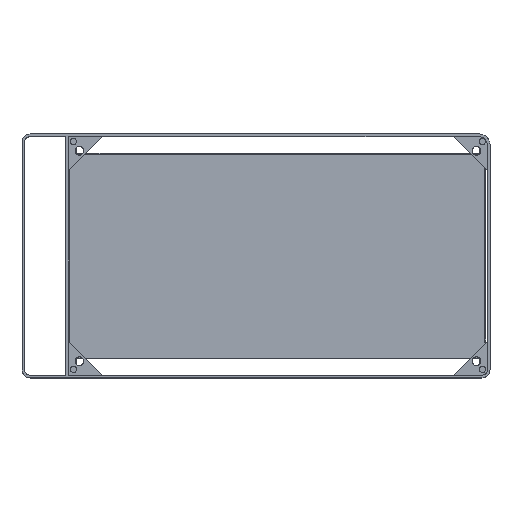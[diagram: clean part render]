
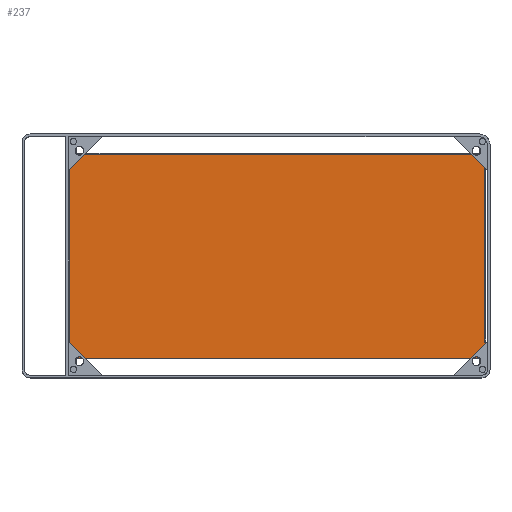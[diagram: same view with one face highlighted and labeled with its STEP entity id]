
A CAD part, top view. The second image highlights one B-rep face of the part: STEP entity #237.
In plain terms, the highlighted free-form (B-spline) face has degree [1, 1] with [2, 2] control points.
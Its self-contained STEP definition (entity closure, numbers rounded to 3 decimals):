
#237=ADVANCED_FACE('',(#327),#3013,.T.);
#327=FACE_OUTER_BOUND('',#417,.T.);
#417=EDGE_LOOP('',(#548,#549,#550,#551));
#548=ORIENTED_EDGE('',*,*,#2101,.T.);
#549=ORIENTED_EDGE('',*,*,#2082,.F.);
#550=ORIENTED_EDGE('',*,*,#2099,.F.);
#551=ORIENTED_EDGE('',*,*,#2102,.T.);
#960=PCURVE('',#3005,#1404);
#988=PCURVE('',#3012,#1432);
#992=PCURVE('',#3013,#1436);
#993=PCURVE('',#3013,#1437);
#994=PCURVE('',#3013,#1438);
#995=PCURVE('',#3013,#1439);
#999=PCURVE('',#3014,#1443);
#1003=PCURVE('',#3015,#1447);
#1404=DEFINITIONAL_REPRESENTATION('',(#2323),#6307);
#1432=DEFINITIONAL_REPRESENTATION('',(#2368),#6307);
#1436=DEFINITIONAL_REPRESENTATION('',(#2374),#6307);
#1437=DEFINITIONAL_REPRESENTATION('',(#2375),#6307);
#1438=DEFINITIONAL_REPRESENTATION('',(#2376),#6307);
#1439=DEFINITIONAL_REPRESENTATION('',(#2378),#6307);
#1443=DEFINITIONAL_REPRESENTATION('',(#2383),#6307);
#1447=DEFINITIONAL_REPRESENTATION('',(#2389),#6307);
#1848=SURFACE_CURVE('',#2322,(#960,#993),.PCURVE_S1.);
#1865=SURFACE_CURVE('',#2367,(#988,#994),.PCURVE_S1.);
#1867=SURFACE_CURVE('',#2373,(#992,#999),.PCURVE_S1.);
#1868=SURFACE_CURVE('',#2377,(#995,#1003),.PCURVE_S1.);
#2082=EDGE_CURVE('',#2862,#2861,#1848,.T.);
#2099=EDGE_CURVE('',#2872,#2862,#1865,.T.);
#2101=EDGE_CURVE('',#2873,#2861,#1867,.T.);
#2102=EDGE_CURVE('',#2872,#2873,#1868,.T.);
#2322=B_SPLINE_CURVE_WITH_KNOTS('',1,(#3197,#3198),.UNSPECIFIED.,.F.,.F.,
(2,2),(0.,377.),.UNSPECIFIED.);
#2323=B_SPLINE_CURVE_WITH_KNOTS('',1,(#3199,#3200),.UNSPECIFIED.,.F.,.F.,
(2,2),(0.,377.),.UNSPECIFIED.);
#2367=B_SPLINE_CURVE_WITH_KNOTS('',1,(#3287,#3288),.UNSPECIFIED.,.F.,.F.,
(2,2),(-767.5,0.),.UNSPECIFIED.);
#2368=B_SPLINE_CURVE_WITH_KNOTS('',1,(#3289,#3290),.UNSPECIFIED.,.F.,.F.,
(2,2),(-767.5,0.),.UNSPECIFIED.);
#2373=B_SPLINE_CURVE_WITH_KNOTS('',1,(#3299,#3300),.UNSPECIFIED.,.F.,.F.,
(2,2),(0.,767.5),.UNSPECIFIED.);
#2374=B_SPLINE_CURVE_WITH_KNOTS('',1,(#3301,#3302),.UNSPECIFIED.,.F.,.F.,
(2,2),(0.,767.5),.UNSPECIFIED.);
#2375=B_SPLINE_CURVE_WITH_KNOTS('',1,(#3303,#3304),.UNSPECIFIED.,.F.,.F.,
(2,2),(0.,377.),.UNSPECIFIED.);
#2376=B_SPLINE_CURVE_WITH_KNOTS('',1,(#3305,#3306),.UNSPECIFIED.,.F.,.F.,
(2,2),(-767.5,0.),.UNSPECIFIED.);
#2377=B_SPLINE_CURVE_WITH_KNOTS('',1,(#3307,#3308),.UNSPECIFIED.,.F.,.F.,
(2,2),(0.,377.),.UNSPECIFIED.);
#2378=B_SPLINE_CURVE_WITH_KNOTS('',1,(#3309,#3310),.UNSPECIFIED.,.F.,.F.,
(2,2),(0.,377.),.UNSPECIFIED.);
#2383=B_SPLINE_CURVE_WITH_KNOTS('',1,(#3319,#3320),.UNSPECIFIED.,.F.,.F.,
(2,2),(0.,767.5),.UNSPECIFIED.);
#2389=B_SPLINE_CURVE_WITH_KNOTS('',1,(#3331,#3332),.UNSPECIFIED.,.F.,.F.,
(2,2),(0.,377.),.UNSPECIFIED.);
#2861=VERTEX_POINT('',#3154);
#2862=VERTEX_POINT('',#3155);
#2872=VERTEX_POINT('',#3165);
#2873=VERTEX_POINT('',#3166);
#3005=B_SPLINE_SURFACE_WITH_KNOTS('',1,1,((#3081,#3082),(#3083,#3084)),
 .UNSPECIFIED.,.F.,.F.,.F.,(2,2),(2,2),(-0.297,2.418),
(38.09,492.41),.UNSPECIFIED.);
#3012=B_SPLINE_SURFACE_WITH_KNOTS('',1,1,((#3109,#3110),(#3111,#3112)),
 .UNSPECIFIED.,.F.,.F.,.F.,(2,2),(2,2),(76.99,1001.71),(-0.297,
2.418),.UNSPECIFIED.);
#3013=B_SPLINE_SURFACE_WITH_KNOTS('',1,1,((#3113,#3114),(#3115,#3116)),
 .UNSPECIFIED.,.F.,.F.,.F.,(2,2),(2,2),(-360.56,560.56),(3.74,456.26),
 .UNSPECIFIED.);
#3014=B_SPLINE_SURFACE_WITH_KNOTS('',1,1,((#3117,#3118),(#3119,#3120)),
 .UNSPECIFIED.,.F.,.F.,.F.,(2,2),(2,2),(77.965,999.985),(-0.297,
2.418),.UNSPECIFIED.);
#3015=B_SPLINE_SURFACE_WITH_KNOTS('',1,1,((#3121,#3122),(#3123,#3124)),
 .UNSPECIFIED.,.F.,.F.,.F.,(2,2),(2,2),(37.715,492.935),(-0.297,
2.418),.UNSPECIFIED.);
#3081=CARTESIAN_POINT('',(422.28,232.475,-28.392));
#3082=CARTESIAN_POINT('',(422.28,-221.845,-28.392));
#3083=CARTESIAN_POINT('',(420.36,232.475,-26.472));
#3084=CARTESIAN_POINT('',(420.36,-221.845,-26.472));
#3109=CARTESIAN_POINT('',(499.18,194.775,-28.392));
#3110=CARTESIAN_POINT('',(499.18,192.855,-26.472));
#3111=CARTESIAN_POINT('',(-425.54,194.775,-28.392));
#3112=CARTESIAN_POINT('',(-425.54,192.855,-26.472));
#3113=CARTESIAN_POINT('',(497.38,230.825,-26.682));
#3114=CARTESIAN_POINT('',(497.38,-221.695,-26.682));
#3115=CARTESIAN_POINT('',(-423.74,230.825,-26.682));
#3116=CARTESIAN_POINT('',(-423.74,-221.695,-26.682));
#3117=CARTESIAN_POINT('',(-424.565,-185.645,-28.392));
#3118=CARTESIAN_POINT('',(-424.565,-183.725,-26.472));
#3119=CARTESIAN_POINT('',(497.455,-185.645,-28.392));
#3120=CARTESIAN_POINT('',(497.455,-183.725,-26.472));
#3121=CARTESIAN_POINT('',(-348.64,232.55,-28.392));
#3122=CARTESIAN_POINT('',(-346.72,232.55,-26.472));
#3123=CARTESIAN_POINT('',(-348.64,-222.67,-28.392));
#3124=CARTESIAN_POINT('',(-346.72,-222.67,-26.472));
#3154=CARTESIAN_POINT('',(420.57,-183.935,-26.682));
#3155=CARTESIAN_POINT('',(420.57,193.065,-26.682));
#3165=CARTESIAN_POINT('',(-346.93,193.065,-26.682));
#3166=CARTESIAN_POINT('',(-346.93,-183.935,-26.682));
#3197=CARTESIAN_POINT('',(420.57,193.065,-26.682));
#3198=CARTESIAN_POINT('',(420.57,-183.935,-26.682));
#3199=CARTESIAN_POINT('',(2.121,77.5));
#3200=CARTESIAN_POINT('',(2.121,454.5));
#3287=CARTESIAN_POINT('',(-346.93,193.065,-26.682));
#3288=CARTESIAN_POINT('',(420.57,193.065,-26.682));
#3289=CARTESIAN_POINT('',(923.1,2.121));
#3290=CARTESIAN_POINT('',(155.6,2.121));
#3299=CARTESIAN_POINT('',(-346.93,-183.935,-26.682));
#3300=CARTESIAN_POINT('',(420.57,-183.935,-26.682));
#3301=CARTESIAN_POINT('',(483.75,418.5));
#3302=CARTESIAN_POINT('',(-283.75,418.5));
#3303=CARTESIAN_POINT('',(-283.75,41.5));
#3304=CARTESIAN_POINT('',(-283.75,418.5));
#3305=CARTESIAN_POINT('',(483.75,41.5));
#3306=CARTESIAN_POINT('',(-283.75,41.5));
#3307=CARTESIAN_POINT('',(-346.93,193.065,-26.682));
#3308=CARTESIAN_POINT('',(-346.93,-183.935,-26.682));
#3309=CARTESIAN_POINT('',(483.75,41.5));
#3310=CARTESIAN_POINT('',(483.75,418.5));
#3319=CARTESIAN_POINT('',(155.6,2.121));
#3320=CARTESIAN_POINT('',(923.1,2.121));
#3331=CARTESIAN_POINT('',(77.2,2.121));
#3332=CARTESIAN_POINT('',(454.2,2.121));
#6307=(
GEOMETRIC_REPRESENTATION_CONTEXT(2)
PARAMETRIC_REPRESENTATION_CONTEXT()
REPRESENTATION_CONTEXT('pspace','')
);
